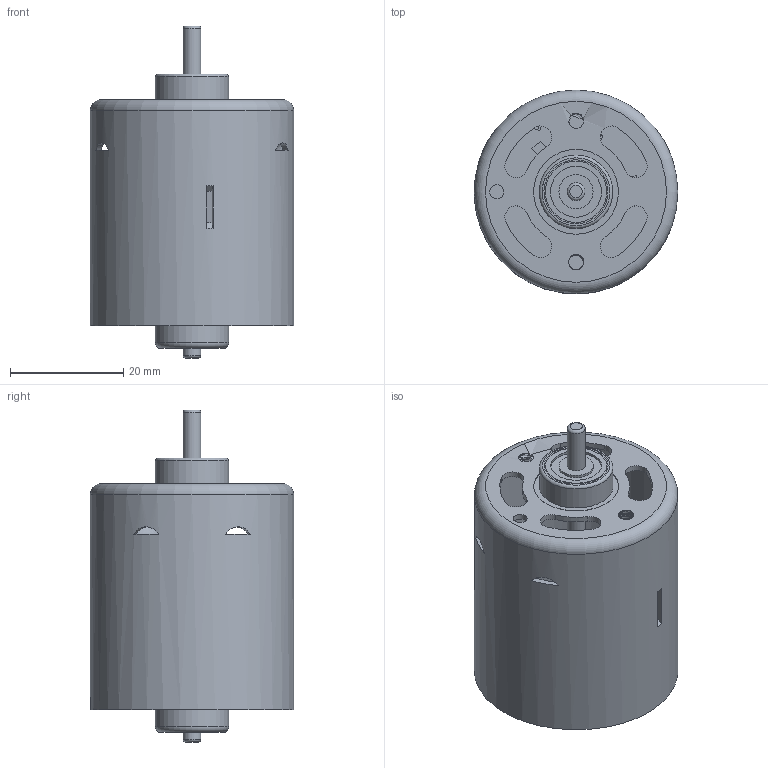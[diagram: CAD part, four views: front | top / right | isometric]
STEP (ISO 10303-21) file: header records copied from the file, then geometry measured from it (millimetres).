
FILE_DESCRIPTION(/* description */ ('Unknown'),/* implementation_level */ '2;1');
FILE_NAME(/* name */ 'BT3640-I',/* time_stamp */ '2022-09-23T17:20:04+02:00',/* author */ ('Unknown'),/* organization */ ('Unknown'),/* preprocessor_version */ 'ST-DEVELOPER v18.1',/* originating_system */ 'Solid Edge',/* authorisation */ 'Unknown');
FILE_SCHEMA (('AUTOMOTIVE_DESIGN {1 0 10303 214 3 1 1}'));
Length unit declared in the file: millimetre
Products named in the file (1): 3640 C
Bounding box: 36 x 36 x 58.7 mm (x, y, z)
Volume: 462.3 mm3; surface area: 14198.1 mm2
Topology: 1 solids, 15 shells, 186 faces, 692 edges, 521 vertices
Faces by surface type: plane 112, cylinder 57, torus 9, bspline 7, cone 1
Full cylindrical faces by diameter (mm): 2.5 x1, 3.17 x1, 5.503 x1, 6.051 x1, 8.2 x1, 9 x1, 10.717 x1, 13 x2, 15 x1, 34 x1, 36 x1
Entity records: 11701 total; most frequent: CARTESIAN_POINT 5842, DIRECTION 1158, ORIENTED_EDGE 1028, EDGE_CURVE 658, VERTEX_POINT 510, LINE 420, VECTOR 420, AXIS2_PLACEMENT_3D 369
